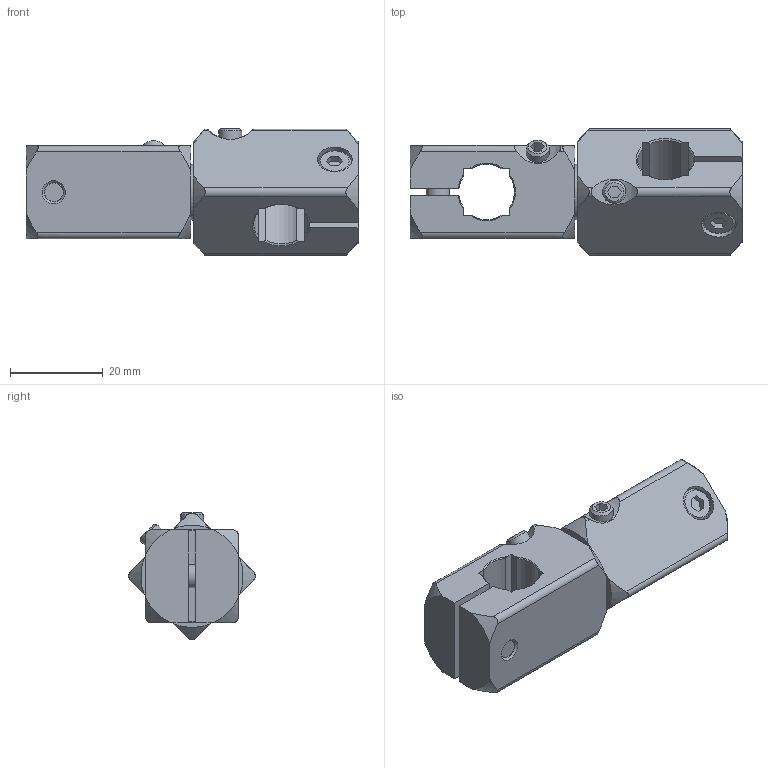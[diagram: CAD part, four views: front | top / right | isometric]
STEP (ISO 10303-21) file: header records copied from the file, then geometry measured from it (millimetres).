
FILE_DESCRIPTION(/* description */ ('STEP AP214'),/* implementation_level */ '2;1');
FILE_NAME(/* name */ 'ipf_z3d_AY000167.stp',/* time_stamp */ '2021-06-21T14:48:42+02:00',/* author */ ('g.aydin'),/* organization */ ('CADENAS'),/* preprocessor_version */ 'ST-DEVELOPER v18.1',/* originating_system */ 'Autodesk Inventor 2021',/* authorisation */ ' ');
FILE_SCHEMA (('AUTOMOTIVE_DESIGN { 1 0 10303 214 3 1 1 }'));
Length unit declared in the file: millimetre
Products named in the file (4): ipf_z3d_AY000167; _Twistable two-way clamp mounting GN 475-B12-B12-ELS (45)-2; _Twistable two-way clamp mounting GN 475-B10-B10-MT; _Twistable two-way clamp mounting GN 475-B12-B12-ELS (45)-1
Assembly tree (3 placements, depth 2):
  ipf_z3d_AY000167
    _Twistable two-way clamp mounting GN 475-B12-B12-ELS (45)-2
    _Twistable two-way clamp mounting GN 475-B10-B10-MT
    _Twistable two-way clamp mounting GN 475-B12-B12-ELS (45)-1
Bounding box: 71.5 x 27.21 x 27.3 mm (x, y, z)
Volume: 21976.2 mm3; surface area: 11882.8 mm2
Topology: 3 solids, 3 shells, 188 faces, 512 edges, 353 vertices
Faces by surface type: plane 83, cone 55, cylinder 45, torus 5
Full cylindrical faces by diameter (mm): 3.5 x2, 4.134 x4, 5 x5, 5.5 x3, 7 x1, 7.5 x1, 8.5 x1, 9 x1, 12 x5
Entity records: 6753 total; most frequent: CARTESIAN_POINT 1600, ORIENTED_EDGE 1024, DIRECTION 1020, EDGE_CURVE 512, AXIS2_PLACEMENT_3D 397, VERTEX_POINT 353, LINE 226, VECTOR 226
